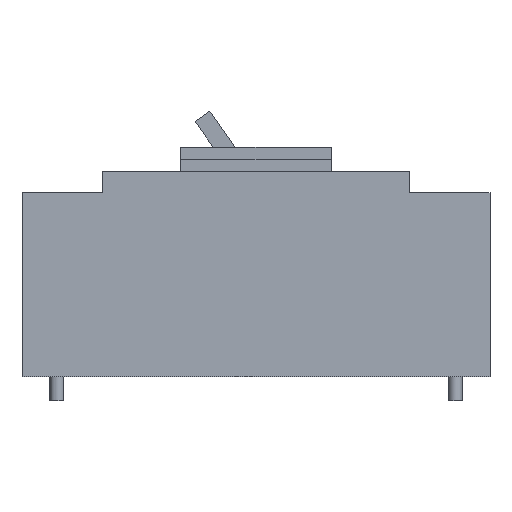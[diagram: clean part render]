
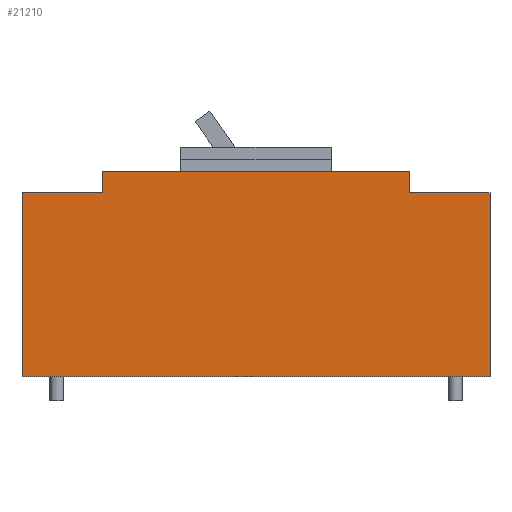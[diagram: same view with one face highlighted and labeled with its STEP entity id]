
A CAD part, left-side view. The second image highlights one B-rep face of the part: STEP entity #21210.
In plain terms, the highlighted planar face has unit normal (-1, 0, 0).
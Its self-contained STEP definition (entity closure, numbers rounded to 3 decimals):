
#20500=CARTESIAN_POINT('',(0.,118.166,0.));
#20510=DIRECTION('',(1.,-0.,0.));
#20520=DIRECTION('',(0.,0.,-1.));
#20530=AXIS2_PLACEMENT_3D('',#20500,#20510,#20520);
#20540=PLANE('',#20530);
#20550=CARTESIAN_POINT('',(0.,0.,-24.));
#20560=DIRECTION('',(0.,1.,0.));
#20570=VECTOR('',#20560,1.);
#20580=LINE('',#20550,#20570);
#20590=CARTESIAN_POINT('',(0.,26.5,-24.));
#20600=VERTEX_POINT('',#20590);
#20610=CARTESIAN_POINT('',(0.,128.5,-24.));
#20620=VERTEX_POINT('',#20610);
#20630=EDGE_CURVE('',#20600,#20620,#20580,.T.);
#20640=ORIENTED_EDGE('',*,*,#20630,.T.);
#20650=CARTESIAN_POINT('',(0.,26.5,0.));
#20660=DIRECTION('',(0.,0.,1.));
#20670=VECTOR('',#20660,1.);
#20680=LINE('',#20650,#20670);
#20690=CARTESIAN_POINT('',(0.,26.5,-31.));
#20700=VERTEX_POINT('',#20690);
#20710=EDGE_CURVE('',#20700,#20600,#20680,.T.);
#20720=ORIENTED_EDGE('',*,*,#20710,.T.);
#20730=CARTESIAN_POINT('',(0.,0.,-31.));
#20740=DIRECTION('',(0.,1.,0.));
#20750=VECTOR('',#20740,1.);
#20760=LINE('',#20730,#20750);
#20770=CARTESIAN_POINT('',(0.,0.,-31.));
#20780=VERTEX_POINT('',#20770);
#20790=EDGE_CURVE('',#20780,#20700,#20760,.T.);
#20800=ORIENTED_EDGE('',*,*,#20790,.T.);
#20810=CARTESIAN_POINT('',(0.,0.,0.));
#20820=DIRECTION('',(0.,0.,-1.));
#20830=VECTOR('',#20820,1.);
#20840=LINE('',#20810,#20830);
#20850=CARTESIAN_POINT('',(0.,0.,-92.));
#20860=VERTEX_POINT('',#20850);
#20870=EDGE_CURVE('',#20780,#20860,#20840,.T.);
#20880=ORIENTED_EDGE('',*,*,#20870,.F.);
#20890=CARTESIAN_POINT('',(0.,0.,-92.));
#20900=DIRECTION('',(0.,-1.,0.));
#20910=VECTOR('',#20900,1.);
#20920=LINE('',#20890,#20910);
#20930=CARTESIAN_POINT('',(0.,155.,-92.));
#20940=VERTEX_POINT('',#20930);
#20950=EDGE_CURVE('',#20940,#20860,#20920,.T.);
#20960=ORIENTED_EDGE('',*,*,#20950,.T.);
#20970=CARTESIAN_POINT('',(0.,155.,0.));
#20980=DIRECTION('',(0.,0.,1.));
#20990=VECTOR('',#20980,1.);
#21000=LINE('',#20970,#20990);
#21010=CARTESIAN_POINT('',(0.,155.,-31.));
#21020=VERTEX_POINT('',#21010);
#21030=EDGE_CURVE('',#20940,#21020,#21000,.T.);
#21040=ORIENTED_EDGE('',*,*,#21030,.F.);
#21050=CARTESIAN_POINT('',(0.,0.,-31.));
#21060=DIRECTION('',(0.,1.,0.));
#21070=VECTOR('',#21060,1.);
#21080=LINE('',#21050,#21070);
#21090=CARTESIAN_POINT('',(0.,128.5,-31.));
#21100=VERTEX_POINT('',#21090);
#21110=EDGE_CURVE('',#21100,#21020,#21080,.T.);
#21120=ORIENTED_EDGE('',*,*,#21110,.T.);
#21130=CARTESIAN_POINT('',(0.,128.5,0.));
#21140=DIRECTION('',(0.,0.,-1.));
#21150=VECTOR('',#21140,1.);
#21160=LINE('',#21130,#21150);
#21170=EDGE_CURVE('',#20620,#21100,#21160,.T.);
#21180=ORIENTED_EDGE('',*,*,#21170,.T.);
#21190=EDGE_LOOP('',(#21180,#21120,#21040,#20960,#20880,#20800,#20720,
#20640));
#21200=FACE_OUTER_BOUND('',#21190,.T.);
#21210=ADVANCED_FACE('',(#21200),#20540,.F.);
